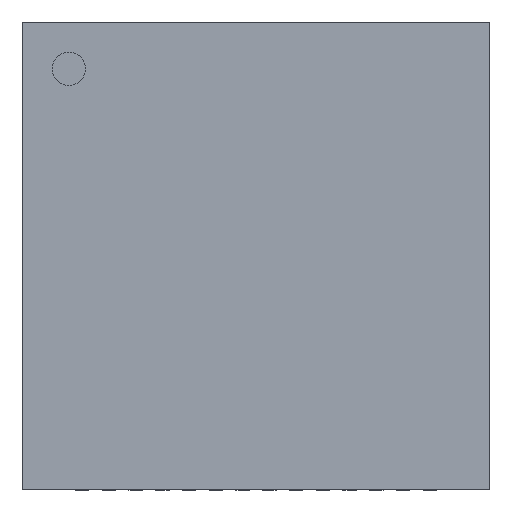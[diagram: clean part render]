
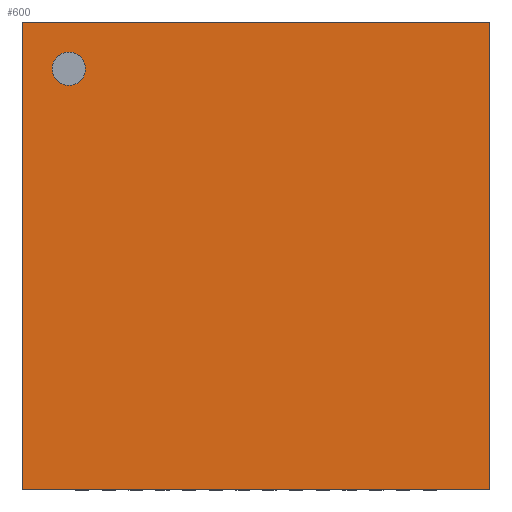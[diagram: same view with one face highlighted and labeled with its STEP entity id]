
A CAD part, top view. The second image highlights one B-rep face of the part: STEP entity #600.
In plain terms, the highlighted planar face has unit normal (0, 0, 1).
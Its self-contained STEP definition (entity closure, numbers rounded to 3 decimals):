
#116 = EDGE_CURVE('',#117,#119,#121,.T.);
#117 = VERTEX_POINT('',#118);
#118 = CARTESIAN_POINT('',(-3.488,3.488,0.875));
#119 = VERTEX_POINT('',#120);
#120 = CARTESIAN_POINT('',(3.488,3.488,0.875));
#121 = LINE('',#122,#123);
#122 = CARTESIAN_POINT('',(-3.488,3.488,0.875));
#123 = VECTOR('',#124,1.);
#124 = DIRECTION('',(1.,0.,0.));
#600 = ADVANCED_FACE('',(#601),#626,.T.);
#601 = FACE_BOUND('',#602,.T.);
#602 = EDGE_LOOP('',(#603,#604,#612,#620));
#603 = ORIENTED_EDGE('',*,*,#116,.F.);
#604 = ORIENTED_EDGE('',*,*,#605,.T.);
#605 = EDGE_CURVE('',#117,#606,#608,.T.);
#606 = VERTEX_POINT('',#607);
#607 = CARTESIAN_POINT('',(-3.488,-3.488,0.875));
#608 = LINE('',#609,#610);
#609 = CARTESIAN_POINT('',(-3.488,3.488,0.875));
#610 = VECTOR('',#611,1.);
#611 = DIRECTION('',(0.,-1.,0.));
#612 = ORIENTED_EDGE('',*,*,#613,.T.);
#613 = EDGE_CURVE('',#606,#614,#616,.T.);
#614 = VERTEX_POINT('',#615);
#615 = CARTESIAN_POINT('',(3.488,-3.488,0.875));
#616 = LINE('',#617,#618);
#617 = CARTESIAN_POINT('',(-3.488,-3.488,0.875));
#618 = VECTOR('',#619,1.);
#619 = DIRECTION('',(1.,0.,0.));
#620 = ORIENTED_EDGE('',*,*,#621,.F.);
#621 = EDGE_CURVE('',#119,#614,#622,.T.);
#622 = LINE('',#623,#624);
#623 = CARTESIAN_POINT('',(3.488,3.488,0.875));
#624 = VECTOR('',#625,1.);
#625 = DIRECTION('',(0.,-1.,0.));
#626 = PLANE('',#627);
#627 = AXIS2_PLACEMENT_3D('',#628,#629,#630);
#628 = CARTESIAN_POINT('',(-3.488,3.488,0.875));
#629 = DIRECTION('',(0.,0.,1.));
#630 = DIRECTION('',(0.,-1.,0.));
